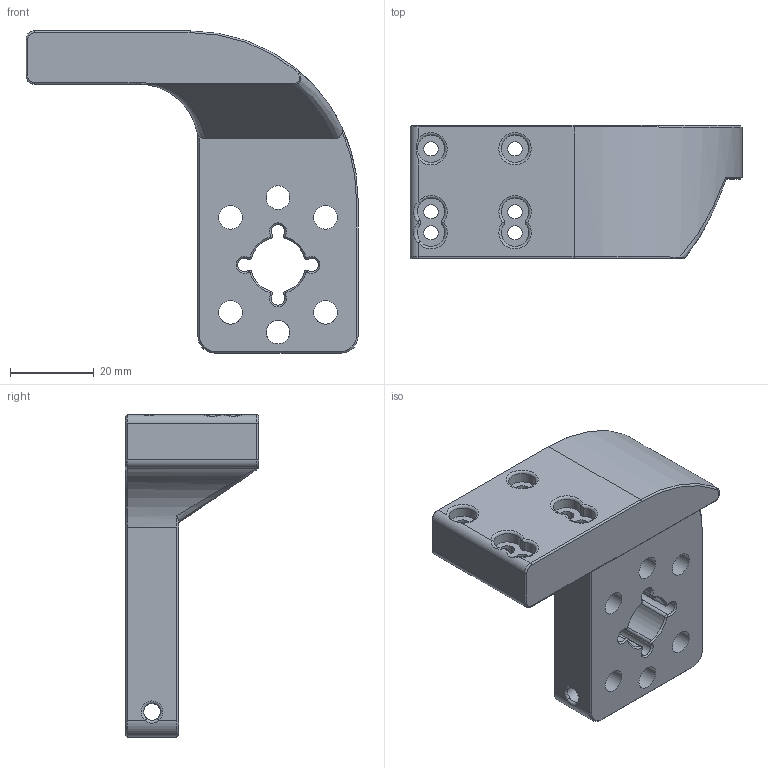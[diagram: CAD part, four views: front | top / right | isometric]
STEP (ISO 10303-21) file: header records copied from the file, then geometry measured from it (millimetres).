
FILE_DESCRIPTION(/* description */ (''),/* implementation_level */ '2;1');
FILE_NAME(/* name */ 'B-Z_Lower_Magneham_3-B.stp',/* time_stamp */ '2020-09-12T12:19:19-07:00',/* author */ (''),/* organization */ (''),/* preprocessor_version */ 'ST-DEVELOPER v18.1',/* originating_system */ 'Autodesk Translation Framework v9.3.0.1241',/* authorisation */ '');
FILE_SCHEMA (('AUTOMOTIVE_DESIGN { 1 0 10303 214 3 1 1 }'));
Length unit declared in the file: millimetre
Products named in the file (2): Z Lower Magneham; 8mmx3mm Magnet
Assembly tree (2 placements, depth 2):
  Z Lower Magneham
    8mmx3mm Magnet  x2
Bounding box: 79.05 x 31.75 x 76.7 mm (x, y, z)
Volume: 52837.8 mm3; surface area: 15567.9 mm2
Topology: 3 solids, 3 shells, 153 faces, 373 edges, 225 vertices
Faces by surface type: cone 53, cylinder 52, plane 28, torus 11, bspline 9
Full cylindrical faces by diameter (mm): 3.4 x6, 4 x1, 5.6 x6, 6.5 x2, 8 x2, 8.1 x1
Entity records: 5193 total; most frequent: CARTESIAN_POINT 1530, DIRECTION 795, ORIENTED_EDGE 728, EDGE_CURVE 364, AXIS2_PLACEMENT_3D 325, VERTEX_POINT 219, EDGE_LOOP 181, CIRCLE 178
